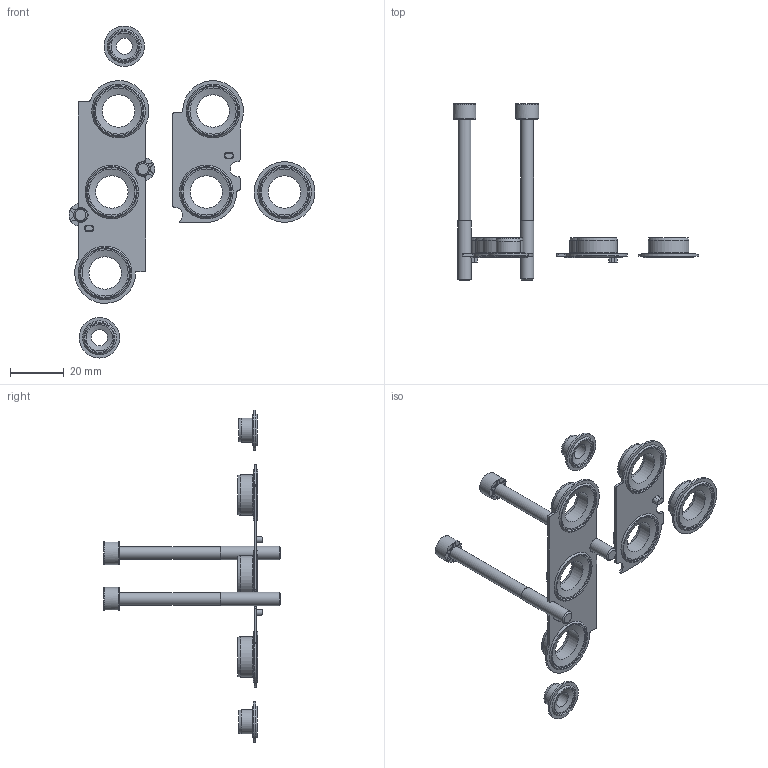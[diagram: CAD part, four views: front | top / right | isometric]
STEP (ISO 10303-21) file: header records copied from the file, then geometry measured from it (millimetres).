
FILE_DESCRIPTION(/* description */ ('STEP AP214'),/* implementation_level */ '2;1');
FILE_NAME(/* name */ '8035637_VAME-B10-30-MK',/* time_stamp */ '2024-09-16T07:24:48+02:00',/* author */ ('License CC BY-ND 4.0'),/* organization */ ('CADENAS'),/* preprocessor_version */ 'ST-DEVELOPER v19.3',/* originating_system */ 'PARTsolutions',/* authorisation */ ' ');
FILE_SCHEMA (('AUTOMOTIVE_DESIGN {1 0 10303 214 3 1 1}'));
Length unit declared in the file: millimetre
Products named in the file (6): 8035637 VAME-B10-30-MK; 1658619 VUVS-G3-3---(S); 1354302 VUVS-G18---(S); 2191444 F-M5x60-10.9; 1841579 VUVS-G38-2---(S); 1654919 VUVS-G38---(S)
Assembly tree (7 placements, depth 2):
  8035637 VAME-B10-30-MK
    1658619 VUVS-G3-3---(S)
    1354302 VUVS-G18---(S)  x2
    2191444 F-M5x60-10.9  x2
    1841579 VUVS-G38-2---(S)
    1654919 VUVS-G38---(S)
Bounding box: 91.1 x 65.45 x 123 mm (x, y, z)
Volume: 7796.7 mm3; surface area: 12775.9 mm2
Topology: 7 solids, 7 shells, 235 faces, 516 edges, 323 vertices
Faces by surface type: plane 94, cylinder 71, cone 52, torus 18
Full cylindrical faces by diameter (mm): 4.75 x2, 5 x2, 6 x2, 8.5 x2, 8.9 x2, 10.8 x2, 12 x6, 15 x2, 15.1 x6, 18.1 x6, 22.5 x1
Entity records: 4803 total; most frequent: DIRECTION 892, CARTESIAN_POINT 775, ORIENTED_EDGE 628, AXIS2_PLACEMENT_3D 392, EDGE_CURVE 314, FACE_BOUND 303, EDGE_LOOP 302, VERTEX_POINT 245
